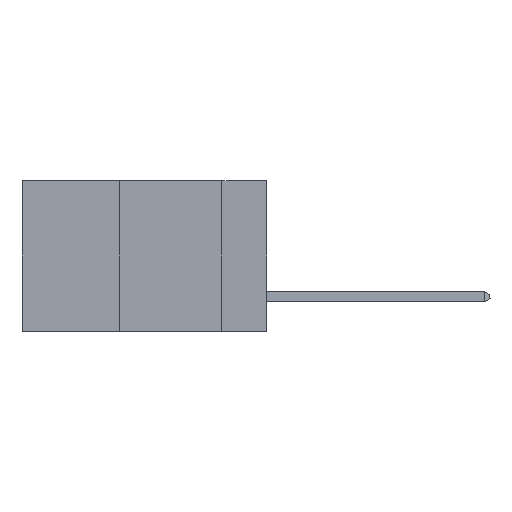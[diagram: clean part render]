
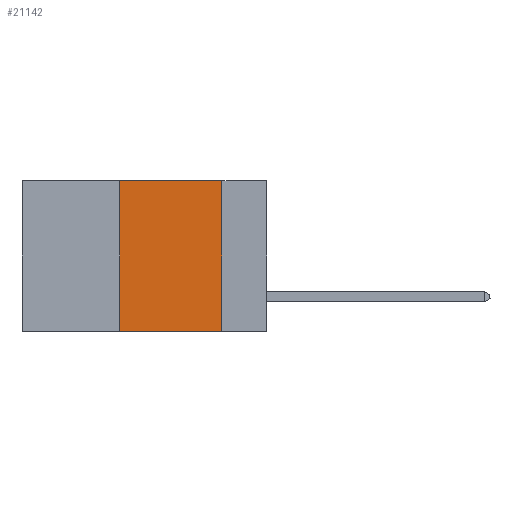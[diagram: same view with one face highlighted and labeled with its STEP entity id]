
A CAD part, left-side view. The second image highlights one B-rep face of the part: STEP entity #21142.
In plain terms, the highlighted planar face has unit normal (-1, 0, 0).
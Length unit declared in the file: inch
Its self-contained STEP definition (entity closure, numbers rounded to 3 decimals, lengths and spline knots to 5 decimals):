
#1801 = CARTESIAN_POINT ( 'NONE',  ( 0., 0.6, -0.37 ) ) ;
#1929 = VERTEX_POINT ( 'NONE', #26168 ) ;
#2628 = CARTESIAN_POINT ( 'NONE',  ( 0., 0.36, -0.37 ) ) ;
#3479 = EDGE_CURVE ( 'NONE', #17536, #15058, #18067, .T. ) ;
#3557 = VECTOR ( 'NONE', #8880, 39.37008 ) ;
#3745 = CARTESIAN_POINT ( 'NONE',  ( 0., 0.36, 0. ) ) ;
#3952 = DIRECTION ( 'NONE',  ( 0., -1., 0. ) ) ;
#4266 = DIRECTION ( 'NONE',  ( 0., 0., -1. ) ) ;
#4700 = CARTESIAN_POINT ( 'NONE',  ( 0., 0.11, 0. ) ) ;
#5214 = EDGE_CURVE ( 'NONE', #15058, #1929, #10737, .T. ) ;
#8780 = ORIENTED_EDGE ( 'NONE', *, *, #25962, .F. ) ;
#8880 = DIRECTION ( 'NONE',  ( 0., -1., 0. ) ) ;
#9117 = EDGE_LOOP ( 'NONE', ( #26645, #25776, #8780, #13589 ) ) ;
#9647 = DIRECTION ( 'NONE',  ( 0., 0., 1. ) ) ;
#10014 = FACE_OUTER_BOUND ( 'NONE', #9117, .T. ) ;
#10737 = LINE ( 'NONE', #4700, #26658 ) ;
#10753 = CARTESIAN_POINT ( 'NONE',  ( 0., 0.6, 0. ) ) ;
#12558 = EDGE_CURVE ( 'NONE', #25310, #1929, #16501, .T. ) ;
#12876 = PLANE ( 'NONE',  #16828 ) ;
#13589 = ORIENTED_EDGE ( 'NONE', *, *, #12558, .T. ) ;
#15058 = VERTEX_POINT ( 'NONE', #25545 ) ;
#15935 = LINE ( 'NONE', #20523, #19445 ) ;
#16501 = LINE ( 'NONE', #1801, #25252 ) ;
#16828 = AXIS2_PLACEMENT_3D ( 'NONE', #10753, #18136, #4266 ) ;
#17536 = VERTEX_POINT ( 'NONE', #3745 ) ;
#18067 = LINE ( 'NONE', #28676, #3557 ) ;
#18136 = DIRECTION ( 'NONE',  ( 1., 0., 0. ) ) ;
#19445 = VECTOR ( 'NONE', #9647, 39.37008 ) ;
#20523 = CARTESIAN_POINT ( 'NONE',  ( 0., 0.36, 0. ) ) ;
#21142 = ADVANCED_FACE ( 'NONE', ( #10014 ), #12876, .F. ) ;
#25252 = VECTOR ( 'NONE', #3952, 39.37008 ) ;
#25310 = VERTEX_POINT ( 'NONE', #2628 ) ;
#25545 = CARTESIAN_POINT ( 'NONE',  ( 0., 0.11, 0. ) ) ;
#25776 = ORIENTED_EDGE ( 'NONE', *, *, #3479, .F. ) ;
#25962 = EDGE_CURVE ( 'NONE', #25310, #17536, #15935, .T. ) ;
#26168 = CARTESIAN_POINT ( 'NONE',  ( 0., 0.11, -0.37 ) ) ;
#26645 = ORIENTED_EDGE ( 'NONE', *, *, #5214, .F. ) ;
#26658 = VECTOR ( 'NONE', #27066, 39.37008 ) ;
#27066 = DIRECTION ( 'NONE',  ( 0., 0., -1. ) ) ;
#28676 = CARTESIAN_POINT ( 'NONE',  ( 0., 0.6, 0. ) ) ;
